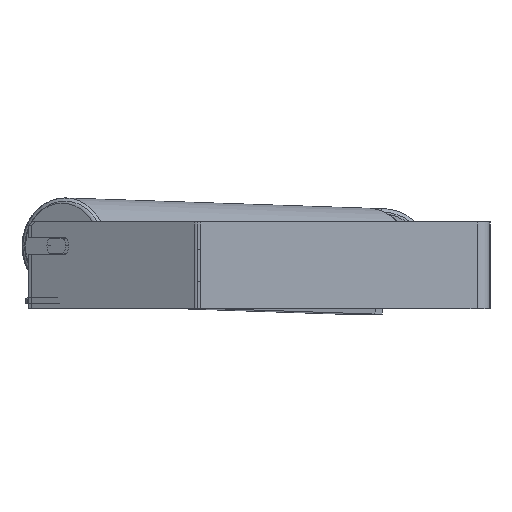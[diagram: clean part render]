
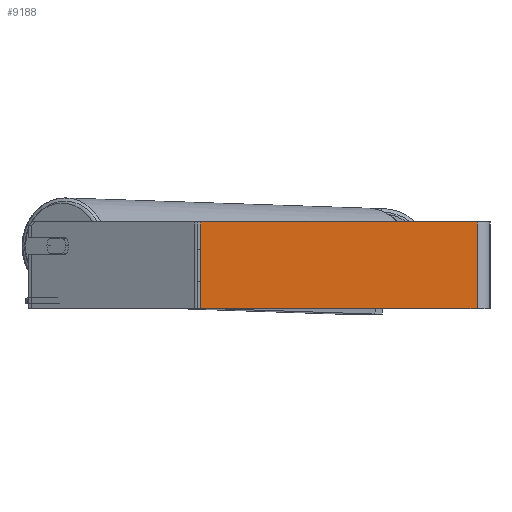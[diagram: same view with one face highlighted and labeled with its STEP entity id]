
A CAD part, left-side view. The second image highlights one B-rep face of the part: STEP entity #9188.
In plain terms, the highlighted planar face has unit normal (-1, 0, 0).
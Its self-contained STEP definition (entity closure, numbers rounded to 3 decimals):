
#294 = EDGE_CURVE ( 'NONE', #5526, #8428, #8861, .T. ) ;
#449 = CARTESIAN_POINT ( 'NONE',  ( -900., 267.286, -40. ) ) ;
#527 = CARTESIAN_POINT ( 'NONE',  ( -900., 12., 40. ) ) ;
#578 = DIRECTION ( 'NONE',  ( 0., 0., -1. ) ) ;
#580 = DIRECTION ( 'NONE',  ( 0., 0., -1. ) ) ;
#824 = CARTESIAN_POINT ( 'NONE',  ( -900., 267.286, 40. ) ) ;
#1438 = CARTESIAN_POINT ( 'NONE',  ( -900., 270.502, 40. ) ) ;
#1525 = FACE_OUTER_BOUND ( 'NONE', #3010, .T. ) ;
#1667 = ORIENTED_EDGE ( 'NONE', *, *, #294, .T. ) ;
#1730 = DIRECTION ( 'NONE',  ( 0., -1., 0. ) ) ;
#1972 = LINE ( 'NONE', #6861, #2296 ) ;
#2191 = PLANE ( 'NONE',  #6335 ) ;
#2296 = VECTOR ( 'NONE', #6959, 1000. ) ;
#2817 = VERTEX_POINT ( 'NONE', #824 ) ;
#3010 = EDGE_LOOP ( 'NONE', ( #1667, #3423, #3260, #6257 ) ) ;
#3096 = DIRECTION ( 'NONE',  ( 0., -1., 0. ) ) ;
#3260 = ORIENTED_EDGE ( 'NONE', *, *, #8893, .F. ) ;
#3290 = VECTOR ( 'NONE', #1730, 1000. ) ;
#3423 = ORIENTED_EDGE ( 'NONE', *, *, #5000, .F. ) ;
#3484 = DIRECTION ( 'NONE',  ( 1., 0., 0. ) ) ;
#3839 = CARTESIAN_POINT ( 'NONE',  ( -900., 12., 40. ) ) ;
#3964 = VERTEX_POINT ( 'NONE', #3839 ) ;
#4216 = VECTOR ( 'NONE', #3096, 1000. ) ;
#4994 = LINE ( 'NONE', #527, #7757 ) ;
#5000 = EDGE_CURVE ( 'NONE', #3964, #8428, #4994, .T. ) ;
#5526 = VERTEX_POINT ( 'NONE', #449 ) ;
#5680 = CARTESIAN_POINT ( 'NONE',  ( -900., 270.502, 40. ) ) ;
#5924 = EDGE_CURVE ( 'NONE', #2817, #5526, #1972, .T. ) ;
#6257 = ORIENTED_EDGE ( 'NONE', *, *, #5924, .T. ) ;
#6335 = AXIS2_PLACEMENT_3D ( 'NONE', #1438, #3484, #578 ) ;
#6861 = CARTESIAN_POINT ( 'NONE',  ( -900., 267.286, 40. ) ) ;
#6959 = DIRECTION ( 'NONE',  ( 0., 0., -1. ) ) ;
#7757 = VECTOR ( 'NONE', #580, 1000. ) ;
#8219 = CARTESIAN_POINT ( 'NONE',  ( -900., 270.502, -40. ) ) ;
#8428 = VERTEX_POINT ( 'NONE', #8535 ) ;
#8526 = LINE ( 'NONE', #5680, #4216 ) ;
#8535 = CARTESIAN_POINT ( 'NONE',  ( -900., 12., -40. ) ) ;
#8861 = LINE ( 'NONE', #8219, #3290 ) ;
#8893 = EDGE_CURVE ( 'NONE', #2817, #3964, #8526, .T. ) ;
#9188 = ADVANCED_FACE ( 'NONE', ( #1525 ), #2191, .F. ) ;
